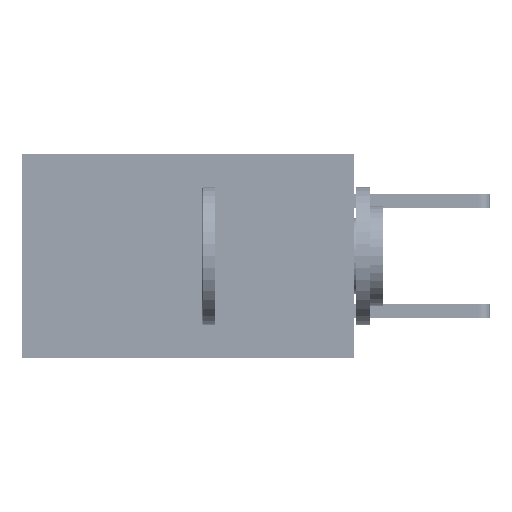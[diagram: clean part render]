
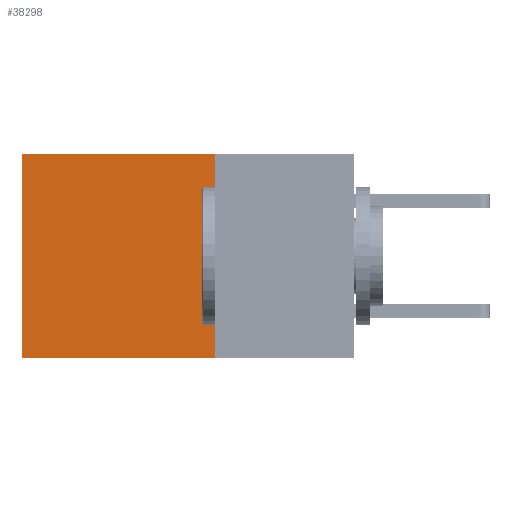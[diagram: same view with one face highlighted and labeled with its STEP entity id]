
A CAD part, left-side view. The second image highlights one B-rep face of the part: STEP entity #38298.
In plain terms, the highlighted planar face has unit normal (-1, 0, 0).
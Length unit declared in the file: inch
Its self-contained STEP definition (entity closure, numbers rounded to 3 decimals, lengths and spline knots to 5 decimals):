
#33 = EDGE_CURVE ( 'NONE', #24353, #34129, #33416, .T. ) ;
#329 = VERTEX_POINT ( 'NONE', #31690 ) ;
#486 = CARTESIAN_POINT ( 'NONE',  ( 0.2875, 0.6, 0. ) ) ;
#1224 = CARTESIAN_POINT ( 'NONE',  ( 0.2875, 0.25, 0. ) ) ;
#3032 = DIRECTION ( 'NONE',  ( 0., 1., 0. ) ) ;
#3907 = CARTESIAN_POINT ( 'NONE',  ( 0.2875, 0.25, -0.37 ) ) ;
#5048 = EDGE_CURVE ( 'NONE', #34129, #329, #36778, .T. ) ;
#8844 = DIRECTION ( 'NONE',  ( 0., 1., 0. ) ) ;
#9272 = FACE_OUTER_BOUND ( 'NONE', #14609, .T. ) ;
#9959 = DIRECTION ( 'NONE',  ( 0., 0., -1. ) ) ;
#10099 = DIRECTION ( 'NONE',  ( 1., 0., 0. ) ) ;
#10547 = DIRECTION ( 'NONE',  ( 0., 0., -1. ) ) ;
#10791 = LINE ( 'NONE', #3907, #26271 ) ;
#13374 = PLANE ( 'NONE',  #22618 ) ;
#13563 = CARTESIAN_POINT ( 'NONE',  ( 0.2875, 0.6, 0. ) ) ;
#14609 = EDGE_LOOP ( 'NONE', ( #18802, #24583, #28508, #37974 ) ) ;
#16580 = CARTESIAN_POINT ( 'NONE',  ( 0.2875, 0.25, -0.37 ) ) ;
#18802 = ORIENTED_EDGE ( 'NONE', *, *, #5048, .T. ) ;
#20296 = VECTOR ( 'NONE', #25299, 39.37008 ) ;
#22618 = AXIS2_PLACEMENT_3D ( 'NONE', #25798, #10099, #9959 ) ;
#23100 = EDGE_CURVE ( 'NONE', #27942, #329, #10791, .T. ) ;
#24353 = VERTEX_POINT ( 'NONE', #34835 ) ;
#24583 = ORIENTED_EDGE ( 'NONE', *, *, #23100, .F. ) ;
#25299 = DIRECTION ( 'NONE',  ( 0., 0., -1. ) ) ;
#25798 = CARTESIAN_POINT ( 'NONE',  ( 0.2875, 0.25, 0. ) ) ;
#26271 = VECTOR ( 'NONE', #8844, 39.37008 ) ;
#27718 = LINE ( 'NONE', #1224, #31150 ) ;
#27888 = CARTESIAN_POINT ( 'NONE',  ( 0.2875, 0.25, 0. ) ) ;
#27942 = VERTEX_POINT ( 'NONE', #16580 ) ;
#28508 = ORIENTED_EDGE ( 'NONE', *, *, #34967, .F. ) ;
#31150 = VECTOR ( 'NONE', #10547, 39.37008 ) ;
#31690 = CARTESIAN_POINT ( 'NONE',  ( 0.2875, 0.6, -0.37 ) ) ;
#33416 = LINE ( 'NONE', #27888, #36748 ) ;
#34129 = VERTEX_POINT ( 'NONE', #486 ) ;
#34835 = CARTESIAN_POINT ( 'NONE',  ( 0.2875, 0.25, 0. ) ) ;
#34967 = EDGE_CURVE ( 'NONE', #24353, #27942, #27718, .T. ) ;
#36748 = VECTOR ( 'NONE', #3032, 39.37008 ) ;
#36778 = LINE ( 'NONE', #13563, #20296 ) ;
#37974 = ORIENTED_EDGE ( 'NONE', *, *, #33, .T. ) ;
#38298 = ADVANCED_FACE ( 'NONE', ( #9272 ), #13374, .F. ) ;
